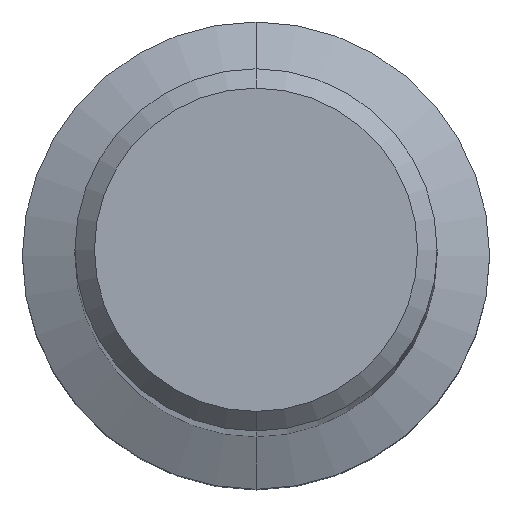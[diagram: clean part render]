
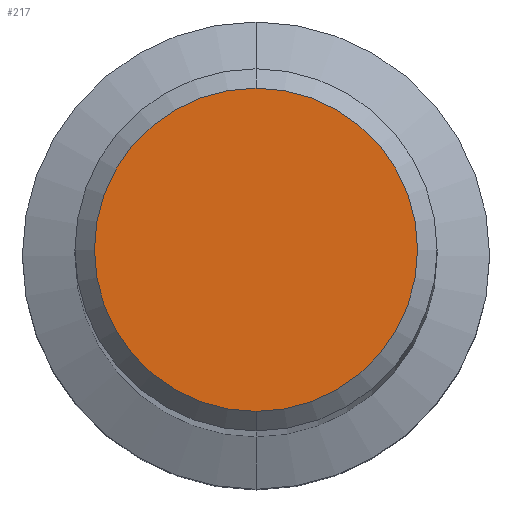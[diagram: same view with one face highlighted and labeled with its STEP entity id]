
A CAD part, top view. The second image highlights one B-rep face of the part: STEP entity #217.
In plain terms, the highlighted planar face has unit normal (0, 0, 1).
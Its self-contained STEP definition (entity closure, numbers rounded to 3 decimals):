
#217=ADVANCED_FACE('',(#574),#575,.T.);
#237=EDGE_CURVE('',#313,#457,#596,.T.);
#313=VERTEX_POINT('',#679);
#389=EDGE_CURVE('',#457,#313,#767,.T.);
#457=VERTEX_POINT('',#840);
#574=FACE_OUTER_BOUND('',#960,.T.);
#575=PLANE('',#961);
#596=CIRCLE('',#992,4.15);
#679=CARTESIAN_POINT('',(0.0,4.15,0.0));
#767=CIRCLE('',#1346,4.15);
#840=CARTESIAN_POINT('',(0.,-4.15,0.0));
#960=EDGE_LOOP('',(#1677,#1678));
#961=AXIS2_PLACEMENT_3D('',#1679,#1680,#1681);
#992=AXIS2_PLACEMENT_3D('',#1710,#1711,#1712);
#1346=AXIS2_PLACEMENT_3D('',#1926,#1927,#1928);
#1677=ORIENTED_EDGE('',*,*,#237,.F.);
#1678=ORIENTED_EDGE('',*,*,#389,.F.);
#1679=CARTESIAN_POINT('',(0.0,2.075,0.0));
#1680=DIRECTION('',(-0.0,0.0,1.0));
#1681=DIRECTION('',(0.0,-1.0,0.0));
#1710=CARTESIAN_POINT('',(0.0,0.0,0.0));
#1711=DIRECTION('',(0.0,0.0,-1.0));
#1712=DIRECTION('',(0.0,1.0,0.0));
#1926=CARTESIAN_POINT('',(0.0,0.0,0.0));
#1927=DIRECTION('',(0.0,0.0,-1.0));
#1928=DIRECTION('',(0.0,1.0,0.0));
